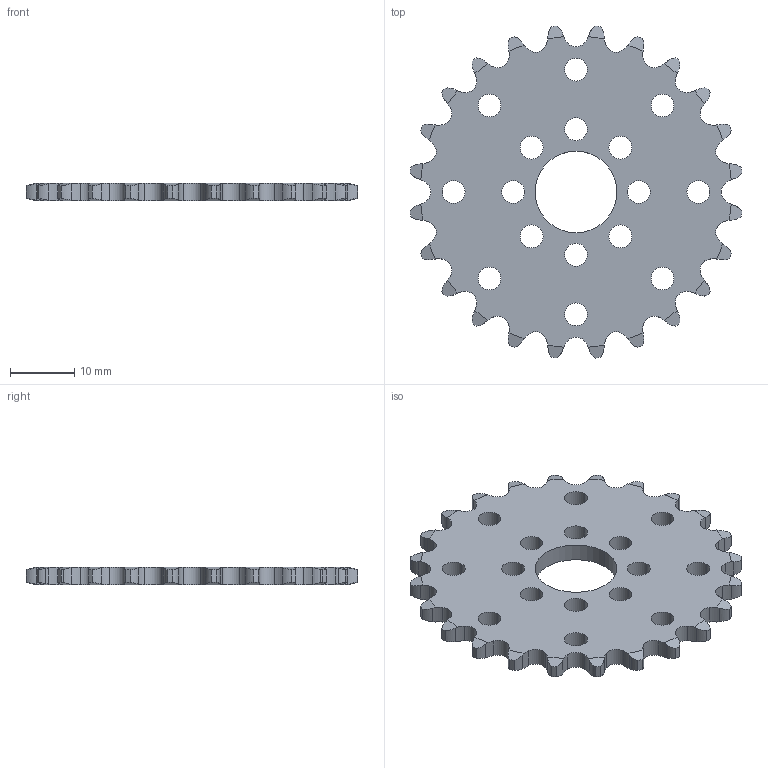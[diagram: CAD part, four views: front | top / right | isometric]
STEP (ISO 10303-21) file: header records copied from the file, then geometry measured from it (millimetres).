
FILE_DESCRIPTION (( 'STEP AP203' ), '1' );
FILE_NAME ('615106.STEP', '2014-07-22T18:51:07', ( 'Kyle' ), ( 'Microsoft' ), 'SwSTEP 2.0', 'SolidWorks 2014', '' );
FILE_SCHEMA (( 'CONFIG_CONTROL_DESIGN' ));
Length unit declared in the file: inch
Products named in the file (1): 615106
Bounding box: 51.7 x 51.7 x 2.79 mm (x, y, z)
Volume: 4258 mm3; surface area: 4304.9 mm2
Topology: 1 solids, 1 shells, 241 faces, 717 edges, 478 vertices
Faces by surface type: cylinder 191, cone 48, plane 2
Entity records: 8776 total; most frequent: CARTESIAN_POINT 2229, ORIENTED_EDGE 1434, DIRECTION 1327, EDGE_CURVE 717, AXIS2_PLACEMENT_3D 568, VERTEX_POINT 478, CIRCLE 326, EDGE_LOOP 275
